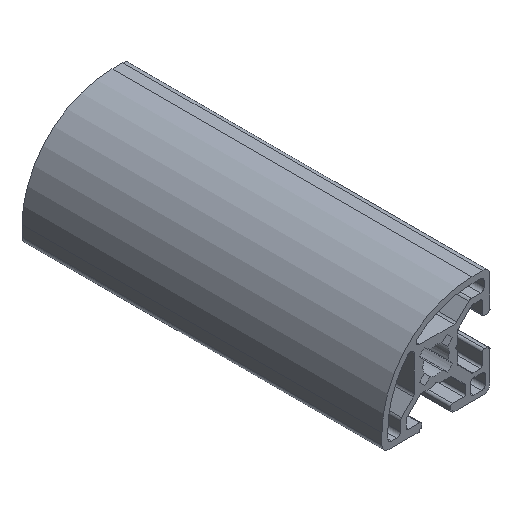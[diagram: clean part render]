
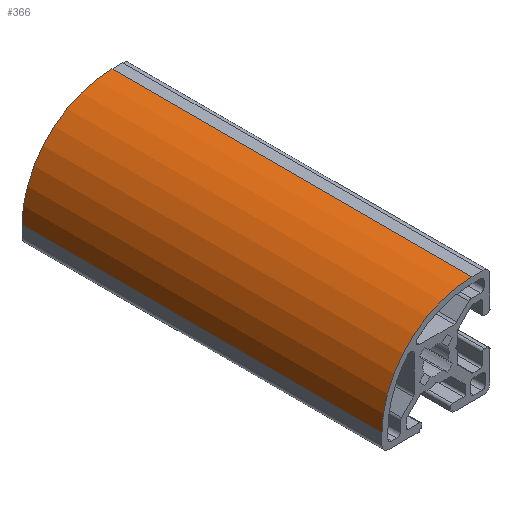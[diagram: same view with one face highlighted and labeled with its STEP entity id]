
A CAD part, isometric view. The second image highlights one B-rep face of the part: STEP entity #366.
In plain terms, the highlighted cylindrical face has radius 25 mm (diameter 50 mm), a partial arc.
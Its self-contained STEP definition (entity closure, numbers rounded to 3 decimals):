
#366 = ADVANCED_FACE( '', ( #742 ), #743, .T. );
#742 = FACE_OUTER_BOUND( '', #1117, .T. );
#743 = CYLINDRICAL_SURFACE( '', #1118, 25. );
#1117 = EDGE_LOOP( '', ( #2261, #2262, #2263, #2264 ) );
#1118 = AXIS2_PLACEMENT_3D( '', #2265, #2266, #2267 );
#2261 = ORIENTED_EDGE( '', *, *, #2469, .F. );
#2262 = ORIENTED_EDGE( '', *, *, #2672, .F. );
#2263 = ORIENTED_EDGE( '', *, *, #2726, .T. );
#2264 = ORIENTED_EDGE( '', *, *, #2612, .T. );
#2265 = CARTESIAN_POINT( '', ( 10., 100., -10. ) );
#2266 = DIRECTION( '', ( 0., 1., 0. ) );
#2267 = DIRECTION( '', ( 0., 0., -1. ) );
#2469 = EDGE_CURVE( '', #3045, #3047, #3048, .T. );
#2612 = EDGE_CURVE( '', #3274, #3047, #3275, .T. );
#2672 = EDGE_CURVE( '', #3354, #3045, #3356, .T. );
#2726 = EDGE_CURVE( '', #3354, #3274, #3431, .T. );
#3045 = VERTEX_POINT( '', #3830 );
#3047 = VERTEX_POINT( '', #3833 );
#3048 = CIRCLE( '', #3834, 25. );
#3274 = VERTEX_POINT( '', #4139 );
#3275 = LINE( '', #4140, #4141 );
#3354 = VERTEX_POINT( '', #4249 );
#3356 = LINE( '', #4252, #4253 );
#3431 = CIRCLE( '', #4354, 25. );
#3830 = CARTESIAN_POINT( '', ( 10., 0., 15. ) );
#3833 = CARTESIAN_POINT( '', ( -15., 0., -10. ) );
#3834 = AXIS2_PLACEMENT_3D( '', #4651, #4652, #4653 );
#4139 = CARTESIAN_POINT( '', ( -15., 100., -10. ) );
#4140 = CARTESIAN_POINT( '', ( -15., 100., -10. ) );
#4141 = VECTOR( '', #4853, 1000. );
#4249 = CARTESIAN_POINT( '', ( 10., 100., 15. ) );
#4252 = CARTESIAN_POINT( '', ( 10., 100., 15. ) );
#4253 = VECTOR( '', #4914, 1000. );
#4354 = AXIS2_PLACEMENT_3D( '', #5004, #5005, #5006 );
#4651 = CARTESIAN_POINT( '', ( 10., 0., -10. ) );
#4652 = DIRECTION( '', ( 0., -1., 0. ) );
#4653 = DIRECTION( '', ( 1., 0., 0. ) );
#4853 = DIRECTION( '', ( 0., -1., 0. ) );
#4914 = DIRECTION( '', ( 0., -1., 0. ) );
#5004 = CARTESIAN_POINT( '', ( 10., 100., -10. ) );
#5005 = DIRECTION( '', ( 0., -1., 0. ) );
#5006 = DIRECTION( '', ( 1., 0., 0. ) );
